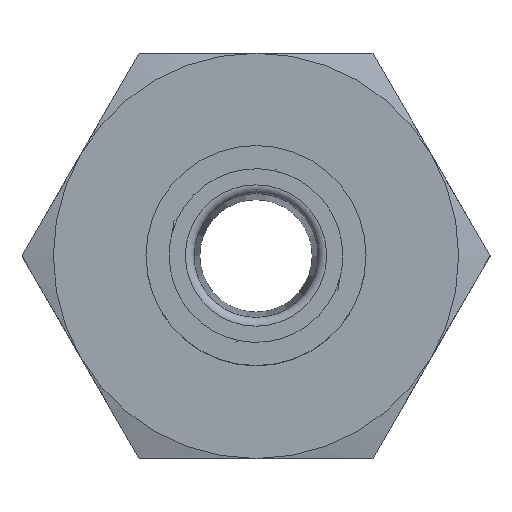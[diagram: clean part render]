
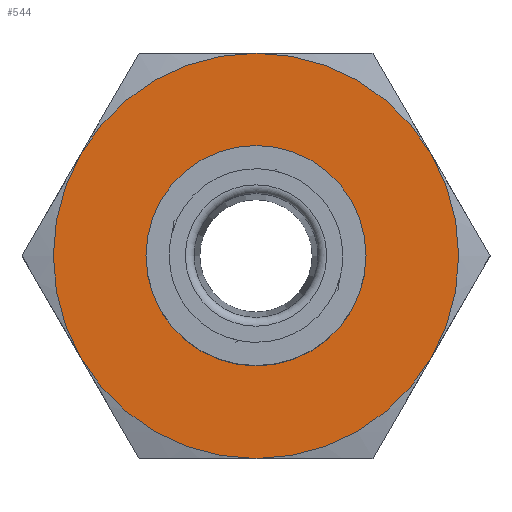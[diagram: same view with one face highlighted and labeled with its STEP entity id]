
A CAD part, top view. The second image highlights one B-rep face of the part: STEP entity #544.
In plain terms, the highlighted planar face has unit normal (0, 0, 1).
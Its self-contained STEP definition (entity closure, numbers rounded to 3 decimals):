
#104=ORIENTED_EDGE('',*,*,#260,.F.);
#105=ORIENTED_EDGE('',*,*,#261,.F.);
#106=ORIENTED_EDGE('',*,*,#262,.F.);
#107=ORIENTED_EDGE('',*,*,#263,.F.);
#108=ORIENTED_EDGE('',*,*,#264,.F.);
#109=ORIENTED_EDGE('',*,*,#265,.F.);
#110=ORIENTED_EDGE('',*,*,#266,.F.);
#260=EDGE_CURVE('',#338,#338,#392,.T.);
#261=EDGE_CURVE('',#339,#340,#393,.F.);
#262=EDGE_CURVE('',#341,#339,#394,.F.);
#263=EDGE_CURVE('',#342,#341,#395,.T.);
#264=EDGE_CURVE('',#343,#342,#396,.F.);
#265=EDGE_CURVE('',#344,#343,#397,.F.);
#266=EDGE_CURVE('',#340,#344,#398,.F.);
#338=VERTEX_POINT('',#804);
#339=VERTEX_POINT('',#806);
#340=VERTEX_POINT('',#807);
#341=VERTEX_POINT('',#809);
#342=VERTEX_POINT('',#811);
#343=VERTEX_POINT('',#813);
#344=VERTEX_POINT('',#815);
#392=CIRCLE('',#608,3.8);
#393=CIRCLE('',#609,7.);
#394=CIRCLE('',#610,7.);
#395=CIRCLE('',#611,7.);
#396=CIRCLE('',#612,7.);
#397=CIRCLE('',#613,7.);
#398=CIRCLE('',#614,7.);
#417=EDGE_LOOP('',(#104));
#418=EDGE_LOOP('',(#105,#106,#107,#108,#109,#110));
#473=FACE_BOUND('',#417,.T.);
#474=FACE_BOUND('',#418,.T.);
#529=PLANE('',#607);
#544=ADVANCED_FACE('',(#473,#474),#529,.T.);
#607=AXIS2_PLACEMENT_3D('',#802,#669,#670);
#608=AXIS2_PLACEMENT_3D('',#803,#671,#672);
#609=AXIS2_PLACEMENT_3D('',#805,#673,#674);
#610=AXIS2_PLACEMENT_3D('',#808,#675,#676);
#611=AXIS2_PLACEMENT_3D('',#810,#677,#678);
#612=AXIS2_PLACEMENT_3D('',#812,#679,#680);
#613=AXIS2_PLACEMENT_3D('',#814,#681,#682);
#614=AXIS2_PLACEMENT_3D('',#816,#683,#684);
#669=DIRECTION('',(0.,0.,1.));
#670=DIRECTION('',(1.,0.,0.));
#671=DIRECTION('',(0.,0.,1.));
#672=DIRECTION('',(1.,0.,0.));
#673=DIRECTION('',(0.,0.,1.));
#674=DIRECTION('',(1.,0.,0.));
#675=DIRECTION('',(0.,0.,1.));
#676=DIRECTION('',(1.,0.,0.));
#677=DIRECTION('',(0.,0.,-1.));
#678=DIRECTION('',(-1.,0.,0.));
#679=DIRECTION('',(0.,0.,1.));
#680=DIRECTION('',(1.,0.,0.));
#681=DIRECTION('',(0.,0.,1.));
#682=DIRECTION('',(1.,0.,0.));
#683=DIRECTION('',(0.,0.,1.));
#684=DIRECTION('',(1.,0.,0.));
#802=CARTESIAN_POINT('',(-12.124,-7.,0.));
#803=CARTESIAN_POINT('',(0.,0.,0.));
#804=CARTESIAN_POINT('',(3.8,0.,0.));
#805=CARTESIAN_POINT('',(0.,0.,0.));
#806=CARTESIAN_POINT('',(6.062,-3.5,0.));
#807=CARTESIAN_POINT('',(0.,-7.,0.));
#808=CARTESIAN_POINT('',(0.,0.,0.));
#809=CARTESIAN_POINT('',(6.062,3.5,0.));
#810=CARTESIAN_POINT('',(0.,0.,0.));
#811=CARTESIAN_POINT('',(0.,7.,0.));
#812=CARTESIAN_POINT('',(0.,0.,0.));
#813=CARTESIAN_POINT('',(-6.062,3.5,0.));
#814=CARTESIAN_POINT('',(0.,0.,0.));
#815=CARTESIAN_POINT('',(-6.062,-3.5,0.));
#816=CARTESIAN_POINT('',(0.,0.,0.));
